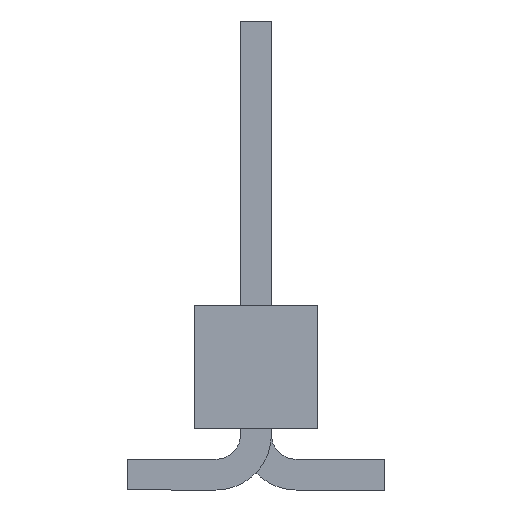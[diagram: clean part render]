
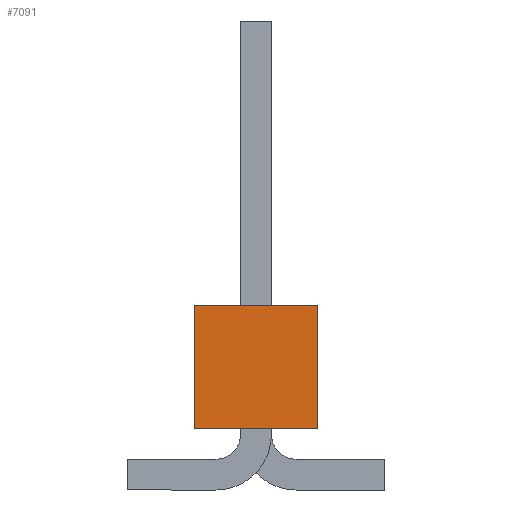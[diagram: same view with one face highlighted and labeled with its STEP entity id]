
A CAD part, left-side view. The second image highlights one B-rep face of the part: STEP entity #7091.
In plain terms, the highlighted face is planar.
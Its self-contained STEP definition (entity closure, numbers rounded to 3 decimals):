
#1568 = VERTEX_POINT('',#1569);
#1569 = CARTESIAN_POINT('',(29.21,1.27,1.27));
#1575 = EDGE_CURVE('',#1568,#1576,#1578,.T.);
#1576 = VERTEX_POINT('',#1577);
#1577 = CARTESIAN_POINT('',(29.21,1.27,-1.27));
#1578 = LINE('',#1579,#1580);
#1579 = CARTESIAN_POINT('',(29.21,1.27,1.27));
#1580 = VECTOR('',#1581,1.);
#1581 = DIRECTION('',(0.,0.,-1.));
#3758 = VERTEX_POINT('',#3759);
#3759 = CARTESIAN_POINT('',(29.21,-1.27,-1.27));
#3765 = EDGE_CURVE('',#3766,#3758,#3768,.T.);
#3766 = VERTEX_POINT('',#3767);
#3767 = CARTESIAN_POINT('',(29.21,-1.27,1.27));
#3768 = LINE('',#3769,#3770);
#3769 = CARTESIAN_POINT('',(29.21,-1.27,1.27));
#3770 = VECTOR('',#3771,1.);
#3771 = DIRECTION('',(0.,0.,-1.));
#4998 = EDGE_CURVE('',#1576,#3758,#4999,.T.);
#4999 = LINE('',#5000,#5001);
#5000 = CARTESIAN_POINT('',(29.21,1.27,-1.27));
#5001 = VECTOR('',#5002,1.);
#5002 = DIRECTION('',(0.,-1.,0.));
#5020 = EDGE_CURVE('',#1568,#3766,#5021,.T.);
#5021 = LINE('',#5022,#5023);
#5022 = CARTESIAN_POINT('',(29.21,1.27,1.27));
#5023 = VECTOR('',#5024,1.);
#5024 = DIRECTION('',(0.,-1.,0.));
#7091 = ADVANCED_FACE('',(#7092),#7098,.F.);
#7092 = FACE_BOUND('',#7093,.T.);
#7093 = EDGE_LOOP('',(#7094,#7095,#7096,#7097));
#7094 = ORIENTED_EDGE('',*,*,#3765,.T.);
#7095 = ORIENTED_EDGE('',*,*,#4998,.F.);
#7096 = ORIENTED_EDGE('',*,*,#1575,.F.);
#7097 = ORIENTED_EDGE('',*,*,#5020,.T.);
#7098 = PLANE('',#7099);
#7099 = AXIS2_PLACEMENT_3D('',#7100,#7101,#7102);
#7100 = CARTESIAN_POINT('',(29.21,1.27,1.27));
#7101 = DIRECTION('',(-1.,0.,0.));
#7102 = DIRECTION('',(0.,0.,1.));
